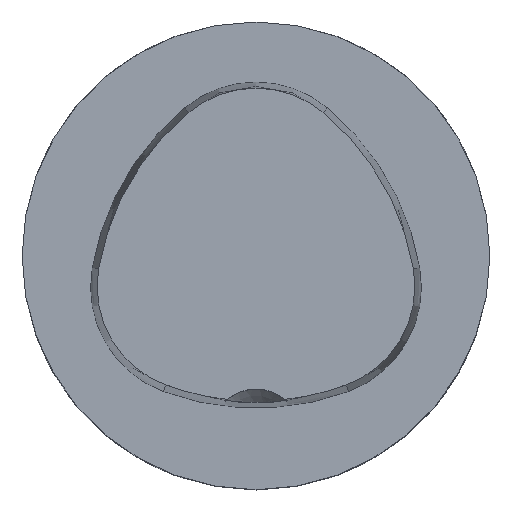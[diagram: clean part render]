
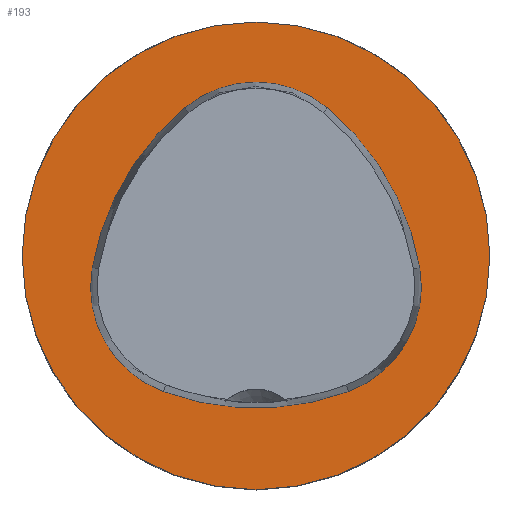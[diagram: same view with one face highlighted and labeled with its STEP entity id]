
A CAD part, top view. The second image highlights one B-rep face of the part: STEP entity #193.
In plain terms, the highlighted planar face has unit normal (0, 0, 1).
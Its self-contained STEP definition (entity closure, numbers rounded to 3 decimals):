
#156=PLANE('',#709);
#193=ADVANCED_FACE('',(#226,#227),#156,.T.);
#226=FACE_BOUND('',#283,.T.);
#227=FACE_BOUND('',#284,.T.);
#283=EDGE_LOOP('',(#412));
#284=EDGE_LOOP('',(#413,#414,#415,#416,#417,#418));
#412=ORIENTED_EDGE('',*,*,#565,.F.);
#413=ORIENTED_EDGE('',*,*,#515,.T.);
#414=ORIENTED_EDGE('',*,*,#531,.T.);
#415=ORIENTED_EDGE('',*,*,#528,.T.);
#416=ORIENTED_EDGE('',*,*,#525,.T.);
#417=ORIENTED_EDGE('',*,*,#522,.T.);
#418=ORIENTED_EDGE('',*,*,#519,.T.);
#462=VERTEX_POINT('',#989);
#463=VERTEX_POINT('',#990);
#465=VERTEX_POINT('',#997);
#467=VERTEX_POINT('',#1003);
#469=VERTEX_POINT('',#1009);
#471=VERTEX_POINT('',#1015);
#492=VERTEX_POINT('',#1093);
#515=EDGE_CURVE('',#462,#463,#583,.T.);
#519=EDGE_CURVE('',#465,#462,#585,.T.);
#522=EDGE_CURVE('',#467,#465,#587,.T.);
#525=EDGE_CURVE('',#469,#467,#589,.T.);
#528=EDGE_CURVE('',#471,#469,#591,.T.);
#531=EDGE_CURVE('',#463,#471,#593,.T.);
#565=EDGE_CURVE('',#492,#492,#599,.T.);
#583=CIRCLE('',#660,15.);
#585=CIRCLE('',#663,36.);
#587=CIRCLE('',#666,15.);
#589=CIRCLE('',#669,36.);
#591=CIRCLE('',#672,15.);
#593=CIRCLE('',#675,36.);
#599=CIRCLE('',#708,31.5);
#660=AXIS2_PLACEMENT_3D('',#988,#776,#777);
#663=AXIS2_PLACEMENT_3D('',#996,#784,#785);
#666=AXIS2_PLACEMENT_3D('',#1002,#791,#792);
#669=AXIS2_PLACEMENT_3D('',#1008,#798,#799);
#672=AXIS2_PLACEMENT_3D('',#1014,#805,#806);
#675=AXIS2_PLACEMENT_3D('',#1019,#812,#813);
#708=AXIS2_PLACEMENT_3D('',#1092,#898,#899);
#709=AXIS2_PLACEMENT_3D('',#1094,#900,#901);
#776=DIRECTION('',(0.,0.,-1.));
#777=DIRECTION('',(0.866,-0.5,0.));
#784=DIRECTION('',(0.,0.,-1.));
#785=DIRECTION('',(0.866,0.5,0.));
#791=DIRECTION('',(0.,0.,-1.));
#792=DIRECTION('',(0.,1.,0.));
#798=DIRECTION('',(0.,0.,-1.));
#799=DIRECTION('',(-0.866,0.5,0.));
#805=DIRECTION('',(0.,0.,-1.));
#806=DIRECTION('',(-0.866,-0.5,0.));
#812=DIRECTION('',(0.,0.,-1.));
#813=DIRECTION('',(0.,-1.,0.));
#898=DIRECTION('',(0.,0.,-1.));
#899=DIRECTION('',(-1.,0.,0.));
#900=DIRECTION('',(0.,0.,1.));
#901=DIRECTION('',(0.,-1.,0.));
#988=CARTESIAN_POINT('',(7.275,-4.2,0.));
#989=CARTESIAN_POINT('',(22.059,-1.664,0.));
#990=CARTESIAN_POINT('',(12.471,-18.271,0.));
#996=CARTESIAN_POINT('',(-13.423,-7.75,0.));
#997=CARTESIAN_POINT('',(9.588,19.936,0.));
#1002=CARTESIAN_POINT('',(0.,8.4,0.));
#1003=CARTESIAN_POINT('',(-9.588,19.936,0.));
#1008=CARTESIAN_POINT('',(13.423,-7.75,0.));
#1009=CARTESIAN_POINT('',(-22.059,-1.664,0.));
#1014=CARTESIAN_POINT('',(-7.275,-4.2,0.));
#1015=CARTESIAN_POINT('',(-12.471,-18.271,0.));
#1019=CARTESIAN_POINT('',(0.,15.5,0.));
#1092=CARTESIAN_POINT('',(0.,0.,0.));
#1093=CARTESIAN_POINT('',(-31.5,0.,0.));
#1094=CARTESIAN_POINT('',(-15.75,0.,0.));
